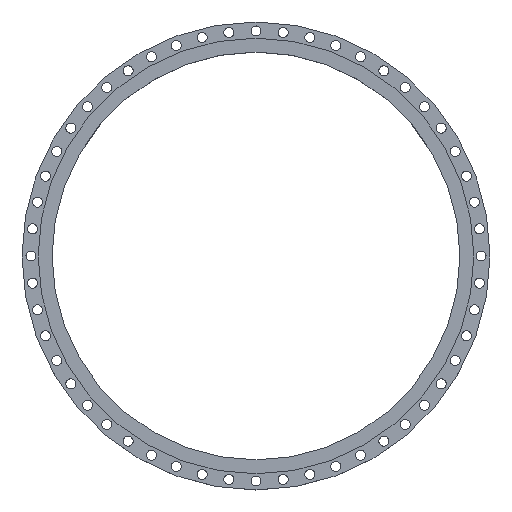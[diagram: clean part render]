
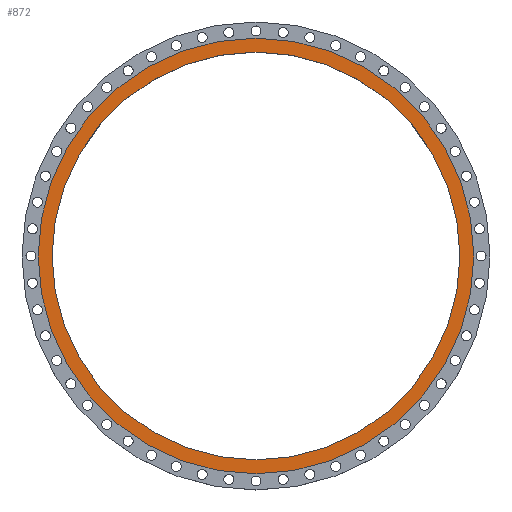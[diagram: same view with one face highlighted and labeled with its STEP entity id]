
A CAD part, top view. The second image highlights one B-rep face of the part: STEP entity #872.
In plain terms, the highlighted planar face has unit normal (0, 0, 1).
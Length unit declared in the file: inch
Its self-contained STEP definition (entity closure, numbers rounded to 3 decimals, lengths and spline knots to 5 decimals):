
#36 = EDGE_CURVE ( 'NONE', #3418, #4092, #3137, .T. ) ;
#96 = DIRECTION ( 'NONE',  ( 0., 0., -1. ) ) ;
#458 = AXIS2_PLACEMENT_3D ( 'NONE', #1746, #2762, #2406 ) ;
#549 = CARTESIAN_POINT ( 'NONE',  ( 0., 0., 0. ) ) ;
#639 = ORIENTED_EDGE ( 'NONE', *, *, #36, .F. ) ;
#747 = CIRCLE ( 'NONE', #3220, 27.375 ) ;
#785 = CARTESIAN_POINT ( 'NONE',  ( 0., 25.625, 0. ) ) ;
#858 = DIRECTION ( 'NONE',  ( 1., 0., 0. ) ) ;
#872 = ADVANCED_FACE ( 'NONE', ( #3438, #1751 ), #3494, .F. ) ;
#913 = DIRECTION ( 'NONE',  ( 0., 0., 1. ) ) ;
#922 = VERTEX_POINT ( 'NONE', #3514 ) ;
#945 = ORIENTED_EDGE ( 'NONE', *, *, #3096, .T. ) ;
#1163 = CIRCLE ( 'NONE', #458, 25.625 ) ;
#1480 = DIRECTION ( 'NONE',  ( 1., 0., 0. ) ) ;
#1607 = DIRECTION ( 'NONE',  ( 0., 0., 1. ) ) ;
#1746 = CARTESIAN_POINT ( 'NONE',  ( 0., 0., 0. ) ) ;
#1751 = FACE_OUTER_BOUND ( 'NONE', #2180, .T. ) ;
#1829 = CARTESIAN_POINT ( 'NONE',  ( 25.625, 0., 0. ) ) ;
#2086 = DIRECTION ( 'NONE',  ( -1., 0., 0. ) ) ;
#2149 = CARTESIAN_POINT ( 'NONE',  ( 27.375, 0., 0. ) ) ;
#2180 = EDGE_LOOP ( 'NONE', ( #3867, #945 ) ) ;
#2406 = DIRECTION ( 'NONE',  ( 1., 0., 0. ) ) ;
#2725 = ORIENTED_EDGE ( 'NONE', *, *, #3124, .F. ) ;
#2762 = DIRECTION ( 'NONE',  ( 0., 0., 1. ) ) ;
#2816 = VERTEX_POINT ( 'NONE', #2149 ) ;
#2956 = EDGE_CURVE ( 'NONE', #2816, #922, #747, .T. ) ;
#3011 = AXIS2_PLACEMENT_3D ( 'NONE', #3370, #1607, #3988 ) ;
#3096 = EDGE_CURVE ( 'NONE', #922, #2816, #3996, .T. ) ;
#3124 = EDGE_CURVE ( 'NONE', #4092, #3418, #1163, .T. ) ;
#3137 = CIRCLE ( 'NONE', #3971, 25.625 ) ;
#3220 = AXIS2_PLACEMENT_3D ( 'NONE', #3942, #913, #1480 ) ;
#3370 = CARTESIAN_POINT ( 'NONE',  ( 0., 0., 0. ) ) ;
#3418 = VERTEX_POINT ( 'NONE', #4225 ) ;
#3438 = FACE_BOUND ( 'NONE', #3887, .T. ) ;
#3494 = PLANE ( 'NONE',  #4052 ) ;
#3514 = CARTESIAN_POINT ( 'NONE',  ( -27.375, 0., 0. ) ) ;
#3598 = DIRECTION ( 'NONE',  ( 0., 0., 1. ) ) ;
#3867 = ORIENTED_EDGE ( 'NONE', *, *, #2956, .T. ) ;
#3887 = EDGE_LOOP ( 'NONE', ( #2725, #639 ) ) ;
#3942 = CARTESIAN_POINT ( 'NONE',  ( 0., 0., 0. ) ) ;
#3971 = AXIS2_PLACEMENT_3D ( 'NONE', #549, #3598, #858 ) ;
#3988 = DIRECTION ( 'NONE',  ( 1., 0., 0. ) ) ;
#3996 = CIRCLE ( 'NONE', #3011, 27.375 ) ;
#4052 = AXIS2_PLACEMENT_3D ( 'NONE', #785, #96, #2086 ) ;
#4092 = VERTEX_POINT ( 'NONE', #1829 ) ;
#4225 = CARTESIAN_POINT ( 'NONE',  ( -25.625, 0., 0. ) ) ;
